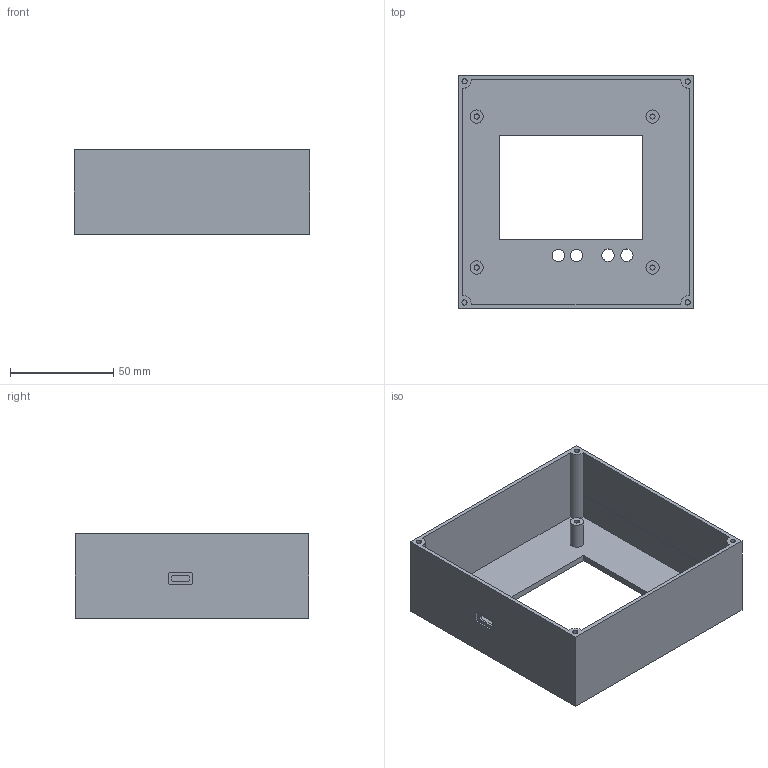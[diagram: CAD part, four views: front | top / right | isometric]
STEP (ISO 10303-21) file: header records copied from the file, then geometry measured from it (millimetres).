
FILE_DESCRIPTION(('FreeCAD Model'),'2;1');
FILE_NAME('Open CASCADE Shape Model','2026-02-21T17:31:43',('Author'),( ''),'Open CASCADE STEP processor 7.8','FreeCAD','Unknown');
FILE_SCHEMA(('AUTOMOTIVE_DESIGN { 1 0 10303 214 1 1 1 1 }'));
Length unit declared in the file: millimetre
Products named in the file (1): Zawartość
Bounding box: 114 x 113 x 41 mm (x, y, z)
Volume: 65129.3 mm3; surface area: 56584.2 mm2
Topology: 1 solids, 1 shells, 66 faces, 150 edges, 100 vertices
Faces by surface type: plane 38, cylinder 28
Full cylindrical faces by diameter (mm): 2.5 x8, 6 x4, 6.4 x4
Entity records: 1916 total; most frequent: DIRECTION 340, CARTESIAN_POINT 317, ORIENTED_EDGE 300, EDGE_CURVE 150, AXIS2_PLACEMENT_3D 123, VERTEX_POINT 100, LINE 94, VECTOR 94
